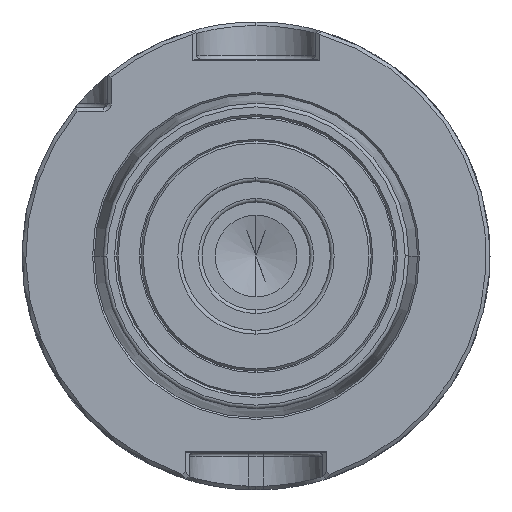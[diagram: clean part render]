
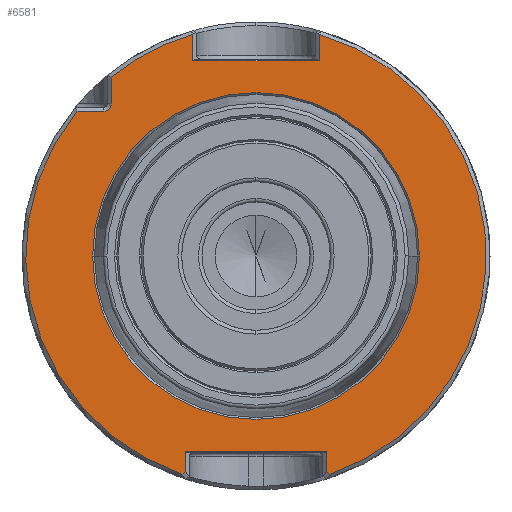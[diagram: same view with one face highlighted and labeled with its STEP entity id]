
A CAD part, front view. The second image highlights one B-rep face of the part: STEP entity #6581.
In plain terms, the highlighted planar face has unit normal (0, -1, 0).
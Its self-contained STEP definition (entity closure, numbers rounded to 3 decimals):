
#1475=DIRECTION('',(0.,0.,-1.));
#1476=VECTOR('',#1475,3.512);
#1477=CARTESIAN_POINT('',(8.5,0.,29.812));
#1478=LINE('',#1477,#1476);
#1616=DIRECTION('',(0.,0.,1.));
#1617=VECTOR('',#1616,2.719);
#1618=CARTESIAN_POINT('',(-9.5,0.,
-29.019));
#1619=LINE('',#1618,#1617);
#1628=DIRECTION('',(-1.,0.,0.));
#1629=VECTOR('',#1628,3.599);
#1630=CARTESIAN_POINT('',(-20.5,0.,
19.5));
#1631=LINE('',#1630,#1629);
#1632=CARTESIAN_POINT('',(-20.5,0.,20.5));
#1633=DIRECTION('',(0.,1.,0.));
#1634=DIRECTION('',(1.,0.,0.));
#1635=AXIS2_PLACEMENT_3D('',#1632,#1633,#1634);
#1637=DIRECTION('',(0.,0.,-1.));
#1638=VECTOR('',#1637,3.599);
#1639=CARTESIAN_POINT('',(-19.5,0.,24.099));
#1640=LINE('',#1639,#1638);
#1641=DIRECTION('',(-1.,0.,0.));
#1642=VECTOR('',#1641,17.);
#1643=CARTESIAN_POINT('',(8.5,0.,26.3));
#1644=LINE('',#1643,#1642);
#1645=DIRECTION('',(0.813,0.,-0.582));
#1646=VECTOR('',#1645,0.575);
#1647=CARTESIAN_POINT('',(9.5,0.,
-29.019));
#1648=LINE('',#1647,#1646);
#1649=DIRECTION('',(1.,0.,0.));
#1650=VECTOR('',#1649,19.);
#1651=CARTESIAN_POINT('',(-9.5,0.,-26.3));
#1652=LINE('',#1651,#1650);
#1653=DIRECTION('',(0.813,0.,0.582));
#1654=VECTOR('',#1653,0.575);
#1655=CARTESIAN_POINT('',(-9.967,0.,
-29.354));
#1656=LINE('',#1655,#1654);
#1657=CARTESIAN_POINT('',(0.,0.,0.));
#1658=DIRECTION('',(0.,-1.,0.));
#1659=DIRECTION('',(1.,0.,0.));
#1660=AXIS2_PLACEMENT_3D('',#1657,#1658,#1659);
#1662=CARTESIAN_POINT('',(0.,0.,0.));
#1663=DIRECTION('',(0.,-1.,0.));
#1664=DIRECTION('',(-1.,0.,0.));
#1665=AXIS2_PLACEMENT_3D('',#1662,#1663,#1664);
#1671=CARTESIAN_POINT('',(-24.099,0.,19.5));
#1678=CARTESIAN_POINT('',(0.,0.,0.));
#1679=DIRECTION('',(0.,-1.,0.));
#1680=DIRECTION('',(-0.777,0.,0.629));
#1681=AXIS2_PLACEMENT_3D('',#1678,#1679,#1680);
#1802=DIRECTION('',(0.,0.,1.));
#1803=VECTOR('',#1802,3.512);
#1804=CARTESIAN_POINT('',(-8.5,0.,26.3));
#1805=LINE('',#1804,#1803);
#1837=CARTESIAN_POINT('',(-19.5,0.,24.099));
#1856=CARTESIAN_POINT('',(0.,0.,0.));
#1857=DIRECTION('',(0.,-1.,0.));
#1858=DIRECTION('',(-0.274,0.,0.962));
#1859=AXIS2_PLACEMENT_3D('',#1856,#1857,#1858);
#1961=CARTESIAN_POINT('',(0.,0.,0.));
#1962=DIRECTION('',(0.,-1.,0.));
#1963=DIRECTION('',(0.322,0.,-0.947));
#1964=AXIS2_PLACEMENT_3D('',#1961,#1962,#1963);
#2014=CARTESIAN_POINT('',(9.5,0.,
-29.019));
#2028=DIRECTION('',(0.,0.,-1.));
#2029=VECTOR('',#2028,2.719);
#2030=CARTESIAN_POINT('',(9.5,0.,-26.3));
#2031=LINE('',#2030,#2029);
#4370=CARTESIAN_POINT('',(18.25,0.,0.));
#4371=CARTESIAN_POINT('',(-18.25,0.,0.));
#4372=VERTEX_POINT('',#4370);
#4373=VERTEX_POINT('',#4371);
#4630=CARTESIAN_POINT('',(8.5,0.,26.3));
#4631=CARTESIAN_POINT('',(-8.5,0.,26.3));
#4632=VERTEX_POINT('',#4630);
#4633=VERTEX_POINT('',#4631);
#4634=CARTESIAN_POINT('',(8.5,0.,29.812));
#4635=VERTEX_POINT('',#4634);
#4636=CARTESIAN_POINT('',(-8.5,0.,29.812));
#4637=VERTEX_POINT('',#4636);
#4642=CARTESIAN_POINT('',(-9.5,0.,-26.3));
#4643=CARTESIAN_POINT('',(9.5,0.,-26.3));
#4644=VERTEX_POINT('',#4642);
#4645=VERTEX_POINT('',#4643);
#4654=CARTESIAN_POINT('',(-9.967,0.,
-29.354));
#4655=CARTESIAN_POINT('',(-9.5,0.,
-29.019));
#4656=VERTEX_POINT('',#4654);
#4657=VERTEX_POINT('',#4655);
#4658=VERTEX_POINT('',#2014);
#4659=CARTESIAN_POINT('',(9.967,0.,
-29.354));
#4660=VERTEX_POINT('',#4659);
#4661=VERTEX_POINT('',#1671);
#4665=CARTESIAN_POINT('',(-20.5,0.,
19.5));
#4666=VERTEX_POINT('',#4665);
#4667=CARTESIAN_POINT('',(-19.5,0.,20.5));
#4668=VERTEX_POINT('',#4667);
#4672=VERTEX_POINT('',#1837);
#6545=CARTESIAN_POINT('',(0.,0.,0.));
#6546=DIRECTION('',(0.,-1.,0.));
#6547=DIRECTION('',(0.,0.,-1.));
#6548=AXIS2_PLACEMENT_3D('',#6545,#6546,#6547);
#6549=PLANE('',#6548);
#6551=ORIENTED_EDGE('',*,*,#6550,.F.);
#6553=ORIENTED_EDGE('',*,*,#6552,.F.);
#6555=ORIENTED_EDGE('',*,*,#6554,.F.);
#6557=ORIENTED_EDGE('',*,*,#6556,.F.);
#6559=ORIENTED_EDGE('',*,*,#6558,.F.);
#6560=ORIENTED_EDGE('',*,*,#6312,.F.);
#6561=ORIENTED_EDGE('',*,*,#6328,.F.);
#6563=ORIENTED_EDGE('',*,*,#6562,.F.);
#6565=ORIENTED_EDGE('',*,*,#6564,.F.);
#6567=ORIENTED_EDGE('',*,*,#6566,.F.);
#6568=ORIENTED_EDGE('',*,*,#6493,.F.);
#6569=ORIENTED_EDGE('',*,*,#6507,.F.);
#6570=ORIENTED_EDGE('',*,*,#6535,.F.);
#6572=ORIENTED_EDGE('',*,*,#6571,.F.);
#6573=EDGE_LOOP('',(#6551,#6553,#6555,#6557,#6559,#6560,#6561,#6563,#6565,#6567,
#6568,#6569,#6570,#6572));
#6574=FACE_OUTER_BOUND('',#6573,.F.);
#6576=ORIENTED_EDGE('',*,*,#6575,.T.);
#6578=ORIENTED_EDGE('',*,*,#6577,.T.);
#6579=EDGE_LOOP('',(#6576,#6578));
#6580=FACE_BOUND('',#6579,.F.);
#6581=ADVANCED_FACE('',(#6574,#6580),#6549,.T.);
#1636=CIRCLE('',#1635,1.);
#1661=CIRCLE('',#1660,18.25);
#1666=CIRCLE('',#1665,18.25);
#1682=CIRCLE('',#1681,31.);
#1860=CIRCLE('',#1859,31.);
#1965=CIRCLE('',#1964,31.);
#6312=EDGE_CURVE('',#4632,#4633,#1644,.T.);
#6328=EDGE_CURVE('',#4635,#4632,#1478,.T.);
#6493=EDGE_CURVE('',#4644,#4645,#1652,.T.);
#6507=EDGE_CURVE('',#4657,#4644,#1619,.T.);
#6535=EDGE_CURVE('',#4656,#4657,#1656,.T.);
#6550=EDGE_CURVE('',#4666,#4661,#1631,.T.);
#6552=EDGE_CURVE('',#4668,#4666,#1636,.T.);
#6554=EDGE_CURVE('',#4672,#4668,#1640,.T.);
#6556=EDGE_CURVE('',#4637,#4672,#1860,.T.);
#6558=EDGE_CURVE('',#4633,#4637,#1805,.T.);
#6562=EDGE_CURVE('',#4660,#4635,#1965,.T.);
#6564=EDGE_CURVE('',#4658,#4660,#1648,.T.);
#6566=EDGE_CURVE('',#4645,#4658,#2031,.T.);
#6571=EDGE_CURVE('',#4661,#4656,#1682,.T.);
#6575=EDGE_CURVE('',#4372,#4373,#1661,.T.);
#6577=EDGE_CURVE('',#4373,#4372,#1666,.T.);
